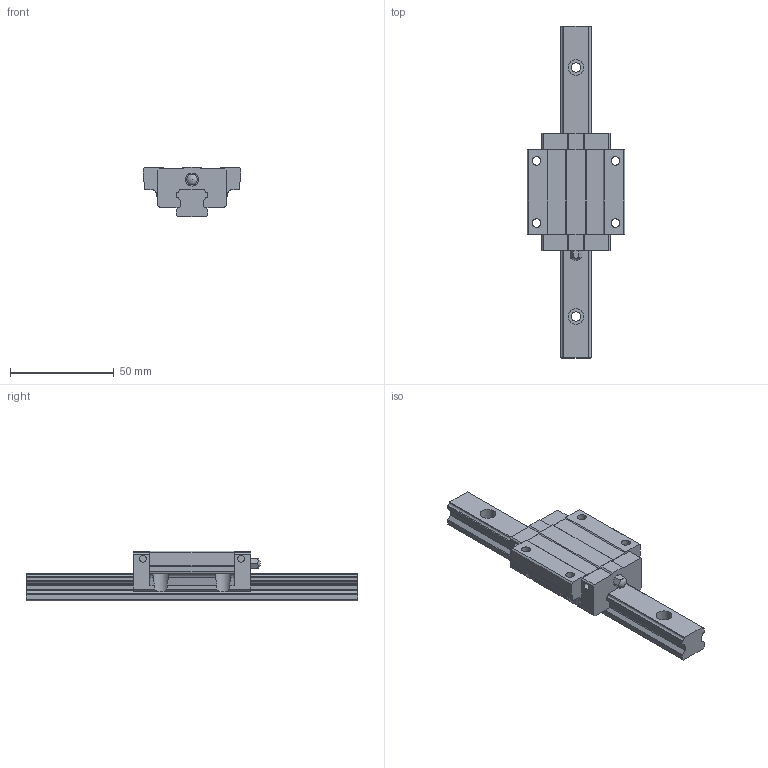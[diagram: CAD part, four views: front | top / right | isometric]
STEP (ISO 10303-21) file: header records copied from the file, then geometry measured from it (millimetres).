
FILE_DESCRIPTION(/* description */ ('Unknown'),/* implementation_level */ '2;1');
FILE_NAME(/* name */ 'H15FNUU1S-160L20_20',/* time_stamp */ '2023-09-12T15:24:27+09:00',/* author */ ('Unknown'),/* organization */ ('Unknown'),/* preprocessor_version */ 'ST-DEVELOPER v18.102',/* originating_system */ 'Solid Edge',/* authorisation */ 'Unknown');
FILE_SCHEMA (('AUTOMOTIVE_DESIGN {1 0 10303 214 3 1 1}'));
Length unit declared in the file: millimetre
Products named in the file (4): thisAsm; H15_RAIL; A-M5; H15FN...S_BLOCK
Assembly tree (3 placements, depth 2):
  thisAsm
    H15_RAIL
    A-M5
    H15FN...S_BLOCK
Bounding box: 47 x 160 x 24 mm (x, y, z)
Volume: 61573.7 mm3; surface area: 20396.5 mm2
Topology: 3 solids, 3 shells, 166 faces, 453 edges, 303 vertices
Faces by surface type: plane 100, cylinder 64, sphere 1, cone 1
Full cylindrical faces by diameter (mm): 3.3 x4, 4.134 x6, 4.5 x3, 5 x1, 6.3 x1, 7.5 x3
Entity records: 6040 total; most frequent: CARTESIAN_POINT 926, DIRECTION 902, ORIENTED_EDGE 854, EDGE_CURVE 427, AXIS2_PLACEMENT_3D 313, VERTEX_POINT 297, LINE 276, VECTOR 276
